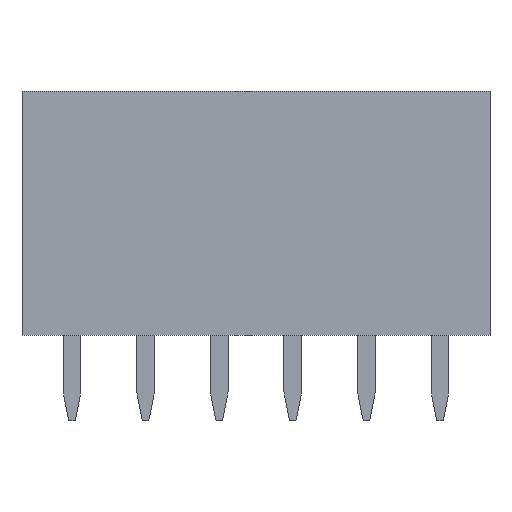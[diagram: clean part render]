
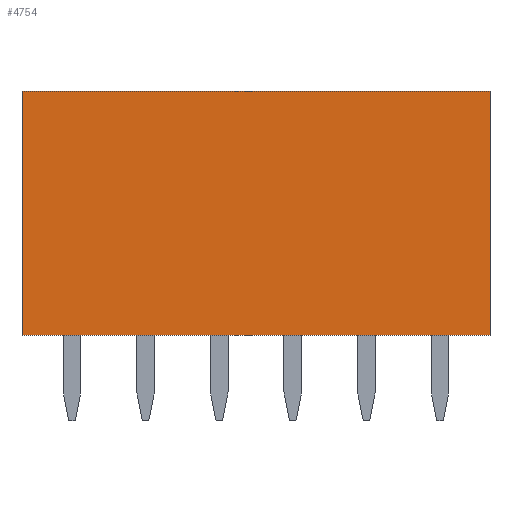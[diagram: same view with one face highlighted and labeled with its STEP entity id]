
A CAD part, front view. The second image highlights one B-rep face of the part: STEP entity #4754.
In plain terms, the highlighted planar face has unit normal (0, -1, 0).
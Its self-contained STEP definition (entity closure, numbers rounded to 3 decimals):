
#149=FACE_OUTER_BOUND('',#381,.T.);
#381=EDGE_LOOP('',(#3474,#3475,#3476,#3477));
#606=LINE('',#6460,#1254);
#856=LINE('',#6956,#1504);
#859=LINE('',#6962,#1507);
#860=LINE('',#6963,#1508);
#1254=VECTOR('',#5309,10.);
#1504=VECTOR('',#5729,10.);
#1507=VECTOR('',#5734,10.);
#1508=VECTOR('',#5735,10.);
#1866=VERTEX_POINT('',#6457);
#1867=VERTEX_POINT('',#6459);
#2028=VERTEX_POINT('',#6955);
#2030=VERTEX_POINT('',#6961);
#2326=EDGE_CURVE('',#1867,#1866,#606,.T.);
#2576=EDGE_CURVE('',#2028,#1867,#856,.T.);
#2579=EDGE_CURVE('',#1866,#2030,#859,.T.);
#2580=EDGE_CURVE('',#2030,#2028,#860,.T.);
#3474=ORIENTED_EDGE('',*,*,#2579,.T.);
#3475=ORIENTED_EDGE('',*,*,#2580,.T.);
#3476=ORIENTED_EDGE('',*,*,#2576,.T.);
#3477=ORIENTED_EDGE('',*,*,#2326,.T.);
#4283=PLANE('',#5012);
#4754=ADVANCED_FACE('',(#149),#4283,.T.);
#5012=AXIS2_PLACEMENT_3D('',#6960,#5732,#5733);
#5309=DIRECTION('',(0.,0.,1.));
#5729=DIRECTION('',(1.,0.,0.));
#5732=DIRECTION('center_axis',(0.,-1.,0.));
#5733=DIRECTION('ref_axis',(0.,0.,-1.));
#5734=DIRECTION('',(-1.,0.,0.));
#5735=DIRECTION('',(0.,0.,-1.));
#6457=CARTESIAN_POINT('',(1.725,-1.21,8.43));
#6459=CARTESIAN_POINT('',(1.725,-1.21,0.));
#6460=CARTESIAN_POINT('',(1.725,-1.21,0.));
#6955=CARTESIAN_POINT('',(-14.425,-1.21,0.));
#6956=CARTESIAN_POINT('',(-11.885,-1.21,0.));
#6960=CARTESIAN_POINT('Origin',(-12.7,-1.21,4.215));
#6961=CARTESIAN_POINT('',(-14.425,-1.21,8.43));
#6962=CARTESIAN_POINT('',(-10.975,-1.21,8.43));
#6963=CARTESIAN_POINT('',(-14.425,-1.21,8.43));
